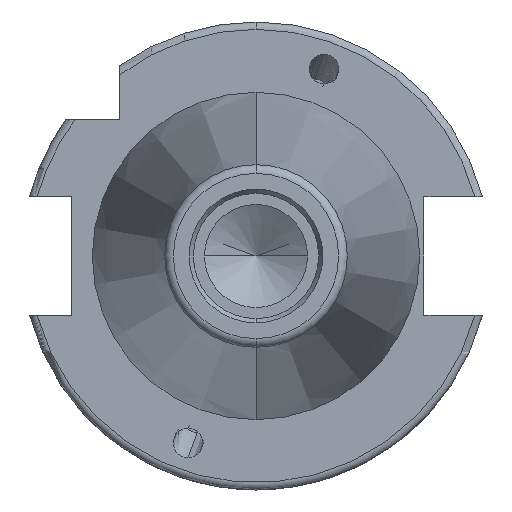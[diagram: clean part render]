
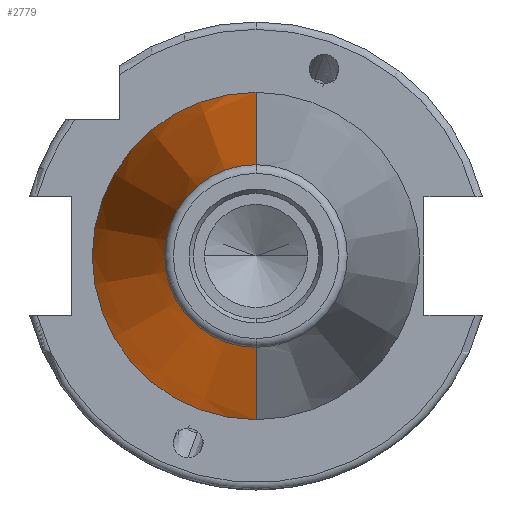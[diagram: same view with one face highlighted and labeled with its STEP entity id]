
A CAD part, left-side view. The second image highlights one B-rep face of the part: STEP entity #2779.
In plain terms, the highlighted conical face has half-angle 8.297 degrees and reference radius 22.225 mm.
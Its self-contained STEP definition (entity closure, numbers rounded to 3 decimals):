
#233 = CARTESIAN_POINT ( 'NONE',  ( -67.373, -12.4, 0. ) ) ;
#436 = VERTEX_POINT ( 'NONE', #233 ) ;
#473 = EDGE_LOOP ( 'NONE', ( #1948, #4027, #4553, #3410 ) ) ;
#554 = DIRECTION ( 'NONE',  ( 0.99, 0.144, 0. ) ) ;
#789 = DIRECTION ( 'NONE',  ( 0.99, -0.144, 0. ) ) ;
#995 = CARTESIAN_POINT ( 'NONE',  ( 0., 0., 0. ) ) ;
#1597 = AXIS2_PLACEMENT_3D ( 'NONE', #995, #4612, #5100 ) ;
#1948 = ORIENTED_EDGE ( 'NONE', *, *, #6076, .F. ) ;
#2011 = CARTESIAN_POINT ( 'NONE',  ( -67.373, 0., 0. ) ) ;
#2480 = VERTEX_POINT ( 'NONE', #4825 ) ;
#2548 = DIRECTION ( 'NONE',  ( 0., -1., 0. ) ) ;
#2652 = CIRCLE ( 'NONE', #5161, 12.4 ) ;
#2700 = CARTESIAN_POINT ( 'NONE',  ( 0., 0., 0. ) ) ;
#2779 = ADVANCED_FACE ( 'NONE', ( #4325 ), #4166, .T. ) ;
#3200 = DIRECTION ( 'NONE',  ( 0., -1., 0. ) ) ;
#3362 = LINE ( 'NONE', #6666, #4707 ) ;
#3410 = ORIENTED_EDGE ( 'NONE', *, *, #6165, .F. ) ;
#3865 = CARTESIAN_POINT ( 'NONE',  ( 0., -22.225, 0. ) ) ;
#4027 = ORIENTED_EDGE ( 'NONE', *, *, #4239, .T. ) ;
#4166 = CONICAL_SURFACE ( 'NONE', #1597, 22.225, 0.145 ) ;
#4239 = EDGE_CURVE ( 'NONE', #436, #5535, #6616, .T. ) ;
#4325 = FACE_OUTER_BOUND ( 'NONE', #473, .T. ) ;
#4357 = AXIS2_PLACEMENT_3D ( 'NONE', #2700, #6250, #3200 ) ;
#4553 = ORIENTED_EDGE ( 'NONE', *, *, #6268, .T. ) ;
#4612 = DIRECTION ( 'NONE',  ( 1., 0., 0. ) ) ;
#4707 = VECTOR ( 'NONE', #554, 1000. ) ;
#4708 = VERTEX_POINT ( 'NONE', #6352 ) ;
#4825 = CARTESIAN_POINT ( 'NONE',  ( -67.373, 12.4, 0. ) ) ;
#4895 = CARTESIAN_POINT ( 'NONE',  ( 0., -22.225, 0. ) ) ;
#5100 = DIRECTION ( 'NONE',  ( 0., 1., 0. ) ) ;
#5161 = AXIS2_PLACEMENT_3D ( 'NONE', #2011, #5581, #2548 ) ;
#5261 = VECTOR ( 'NONE', #789, 1000. ) ;
#5535 = VERTEX_POINT ( 'NONE', #3865 ) ;
#5581 = DIRECTION ( 'NONE',  ( -1., 0., 0. ) ) ;
#5898 = CIRCLE ( 'NONE', #4357, 22.225 ) ;
#6076 = EDGE_CURVE ( 'NONE', #436, #2480, #2652, .T. ) ;
#6165 = EDGE_CURVE ( 'NONE', #2480, #4708, #3362, .T. ) ;
#6250 = DIRECTION ( 'NONE',  ( -1., 0., 0. ) ) ;
#6268 = EDGE_CURVE ( 'NONE', #5535, #4708, #5898, .T. ) ;
#6352 = CARTESIAN_POINT ( 'NONE',  ( 0., 22.225, 0. ) ) ;
#6616 = LINE ( 'NONE', #4895, #5261 ) ;
#6666 = CARTESIAN_POINT ( 'NONE',  ( 0., 22.225, 0. ) ) ;
